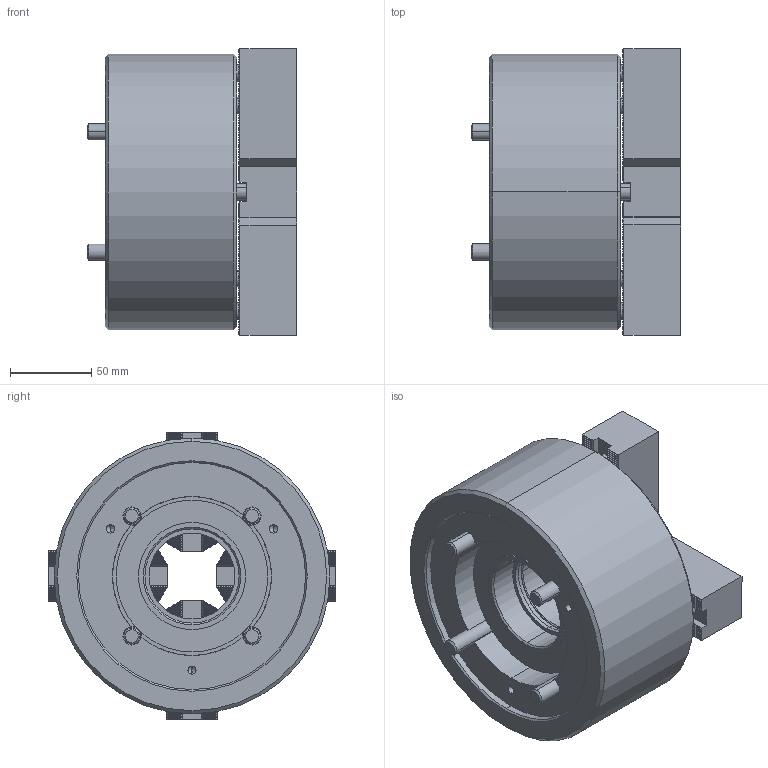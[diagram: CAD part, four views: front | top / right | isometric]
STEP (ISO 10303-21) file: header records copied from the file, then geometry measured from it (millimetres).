
FILE_DESCRIPTION (( 'STEP AP203' ), '1' );
FILE_NAME ('CF-4H-206.STEP', '2023-12-27T02:58:39', ( '' ), ( '' ), 'SwSTEP 2.0', 'SolidWorks 2020', '' );
FILE_SCHEMA (( 'CONFIG_CONTROL_DESIGN' ));
Length unit declared in the file: millimetre
Products named in the file (8): 圓頭內六角螺栓_M10x80; 圓頭內六角螺栓_M10x25; CF-4H-206-05000; 半圓頭六角孔螺栓_M5x10; SJ-06; CF-4H-206-01000; CF-4H-206; CF-4H-206-02000
Assembly tree (23 placements, depth 2):
  CF-4H-206
    CF-4H-206-01000
    CF-4H-206-02000
    圓頭內六角螺栓_M10x80  x4
    圓頭內六角螺栓_M10x25  x8
    CF-4H-206-05000
    半圓頭六角孔螺栓_M5x10  x4
    SJ-06  x4
Bounding box: 129 x 176.72 x 176.72 mm (x, y, z)
Volume: 1772815.9 mm3; surface area: 252589.8 mm2
Topology: 23 solids, 23 shells, 2220 faces, 6225 edges, 4067 vertices
Faces by surface type: plane 1513, cylinder 579, cone 118, torus 10
Entity records: 21773 total; most frequent: CARTESIAN_POINT 4276, ORIENTED_EDGE 3554, DIRECTION 3207, EDGE_CURVE 1777, LINE 1253, VECTOR 1253, VERTEX_POINT 1166, AXIS2_PLACEMENT_3D 977
